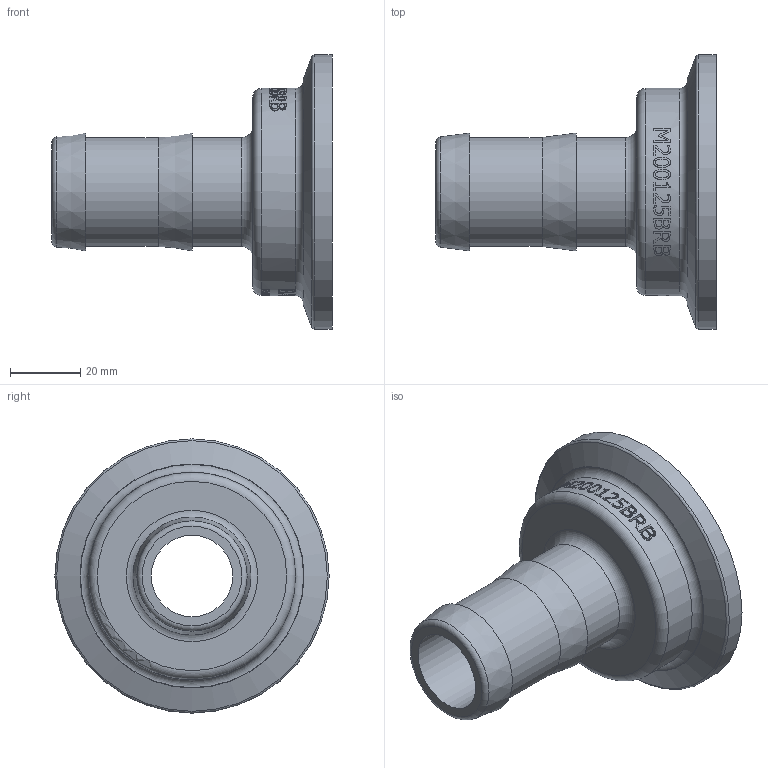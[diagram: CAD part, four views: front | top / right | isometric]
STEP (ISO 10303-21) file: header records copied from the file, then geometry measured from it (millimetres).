
FILE_DESCRIPTION(/* description */ ('1 1/4" HOSE BARB X 2" MNFLD FLG.'),/* implementation_level */ '2;1');
FILE_NAME(/* name */ 'M200125BRB.stp',/* time_stamp */ '2014-02-27T08:44:06-05:00',/* author */ ('areid'),/* organization */ (''),/* preprocessor_version */ 'ST-DEVELOPER v15.2',/* originating_system */ 'Autodesk Inventor 2014',/* authorisation */ '');
FILE_SCHEMA (('AUTOMOTIVE_DESIGN { 1 0 10303 214 3 1 1 }'));
Length unit declared in the file: inch
Products named in the file (1): M200125BRB
Bounding box: 79.76 x 77.98 x 77.98 mm (x, y, z)
Volume: 76643.2 mm3; surface area: 24424 mm2
Topology: 1 solids, 1 shells, 399 faces, 1061 edges, 705 vertices
Faces by surface type: plane 193, bspline 153, cylinder 44, torus 5, cone 4
Full cylindrical faces by diameter (mm): 23.114 x1, 30.988 x2, 55.626 x1, 58.928 x1, 77.978 x1
Entity records: 14914 total; most frequent: CARTESIAN_POINT 5818, ORIENTED_EDGE 2088, DIRECTION 1497, EDGE_CURVE 1044, VERTEX_POINT 703, AXIS2_PLACEMENT_3D 516, LINE 465, VECTOR 465
